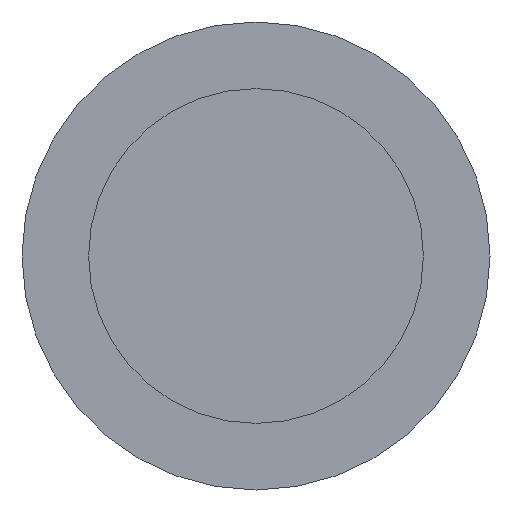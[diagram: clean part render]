
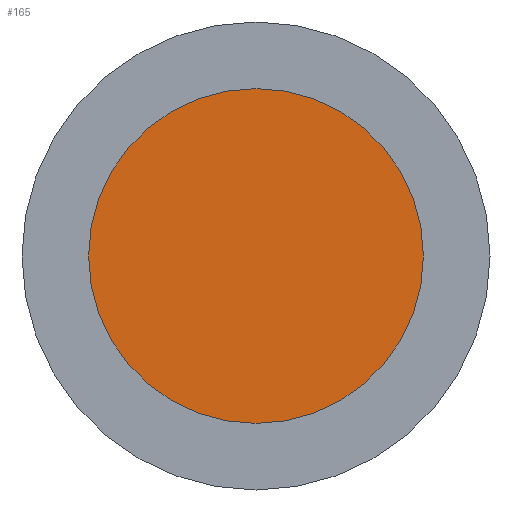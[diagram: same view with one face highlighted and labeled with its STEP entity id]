
A CAD part, left-side view. The second image highlights one B-rep face of the part: STEP entity #165.
In plain terms, the highlighted planar face has unit normal (-1, 0, 0).
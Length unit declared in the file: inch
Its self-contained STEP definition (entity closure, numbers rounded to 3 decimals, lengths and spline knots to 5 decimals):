
#23=PLANE('',#204);
#53=FACE_OUTER_BOUND('',#69,.T.);
#69=EDGE_LOOP('',(#152));
#82=CIRCLE('',#200,0.02575);
#95=VERTEX_POINT('',#302);
#114=EDGE_CURVE('',#95,#95,#82,.T.);
#152=ORIENTED_EDGE('',*,*,#114,.F.);
#165=ADVANCED_FACE('',(#53),#23,.F.);
#200=AXIS2_PLACEMENT_3D('',#303,#253,#254);
#204=AXIS2_PLACEMENT_3D('',#307,#261,#262);
#253=DIRECTION('center_axis',(1.,0.,0.));
#254=DIRECTION('ref_axis',(0.,0.,-1.));
#261=DIRECTION('center_axis',(1.,0.,0.));
#262=DIRECTION('ref_axis',(0.,0.,-1.));
#302=CARTESIAN_POINT('',(0.,0.,0.02575));
#303=CARTESIAN_POINT('Origin',(0.,0.,0.));
#307=CARTESIAN_POINT('Origin',(0.,0.,0.));
